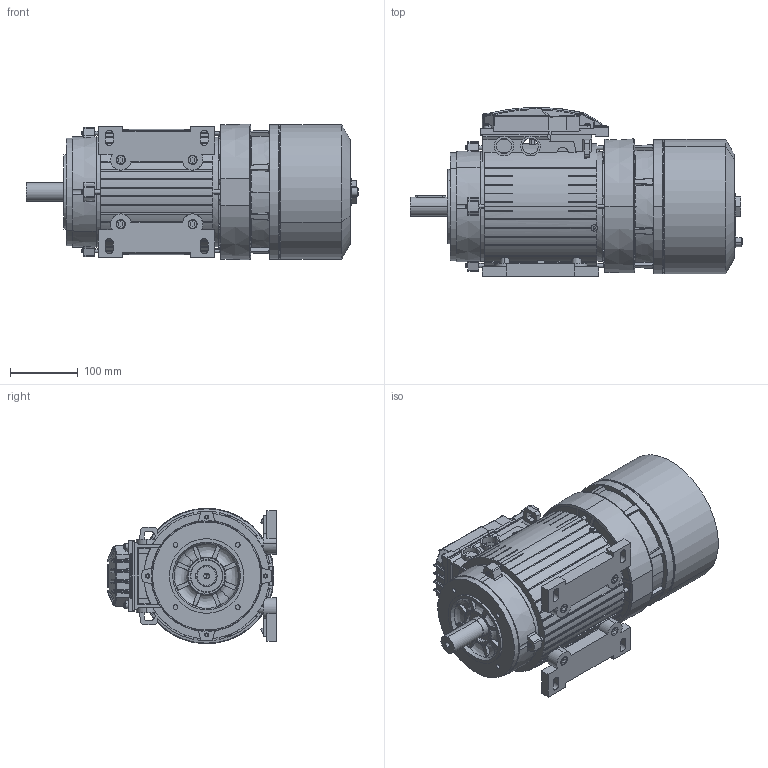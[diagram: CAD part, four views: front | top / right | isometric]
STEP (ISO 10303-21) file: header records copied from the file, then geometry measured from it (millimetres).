
FILE_DESCRIPTION (( 'STEP AP214' ), '1' );
FILE_NAME ('18Q6.STEP', '2024-04-23T22:51:39', ( '' ), ( '' ), 'SwSTEP 2.0', 'SolidWorks 2021', '' );
FILE_SCHEMA (( 'AUTOMOTIVE_DESIGN' ));
Length unit declared in the file: inch
Products named in the file (1): 18Q6
Bounding box: 490.12 x 249.17 x 199.95 mm (x, y, z)
Volume: 10836472.5 mm3; surface area: 743105.5 mm2
Topology: 11 solids, 20 shells, 3374 faces, 9006 edges, 5719 vertices
Faces by surface type: plane 1344, bspline 893, cylinder 868, cone 265, torus 4
Entity records: 152321 total; most frequent: CARTESIAN_POINT 74688, ORIENTED_EDGE 17838, DIRECTION 13884, EDGE_CURVE 8919, VERTEX_POINT 5719, AXIS2_PLACEMENT_3D 4903, VECTOR 4078, LINE 4078
